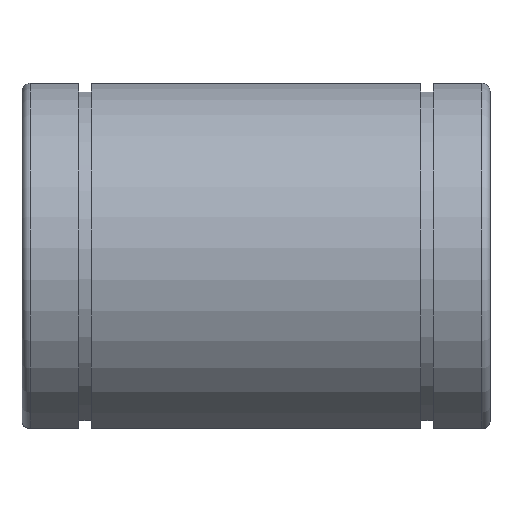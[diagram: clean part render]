
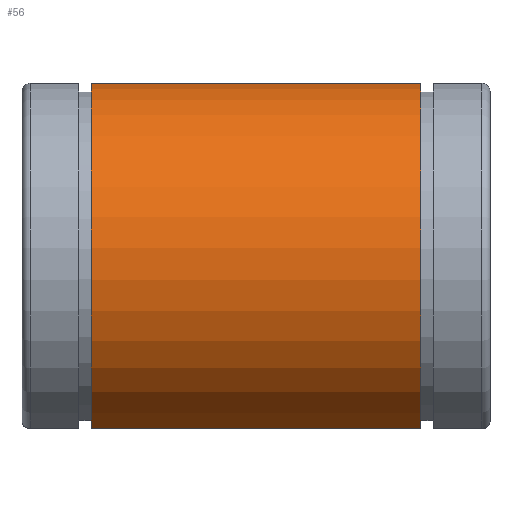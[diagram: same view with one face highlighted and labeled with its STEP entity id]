
A CAD part, top view. The second image highlights one B-rep face of the part: STEP entity #56.
In plain terms, the highlighted cylindrical face has radius 31 mm (diameter 62 mm), a partial arc.
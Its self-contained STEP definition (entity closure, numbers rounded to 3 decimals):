
#56 = ADVANCED_FACE( '', ( #119, #120 ), #121, .T. );
#119 = FACE_OUTER_BOUND( '', #188, .T. );
#120 = FACE_BOUND( '', #189, .T. );
#121 = CYLINDRICAL_SURFACE( '', #190, 31. );
#188 = EDGE_LOOP( '', ( #290, #291, #292, #293 ) );
#189 = EDGE_LOOP( '', ( #294 ) );
#190 = AXIS2_PLACEMENT_3D( '', #295, #296, #297 );
#290 = ORIENTED_EDGE( '', *, *, #447, .T. );
#291 = ORIENTED_EDGE( '', *, *, #448, .T. );
#292 = ORIENTED_EDGE( '', *, *, #449, .F. );
#293 = ORIENTED_EDGE( '', *, *, #434, .T. );
#294 = ORIENTED_EDGE( '', *, *, #450, .T. );
#295 = CARTESIAN_POINT( '', ( 80., 0., 0. ) );
#296 = DIRECTION( '', ( -1., 0., 0. ) );
#297 = DIRECTION( '', ( 0., 0., -1. ) );
#434 = EDGE_CURVE( '', #520, #518, #521, .F. );
#447 = EDGE_CURVE( '', #518, #541, #542, .T. );
#448 = EDGE_CURVE( '', #541, #543, #544, .T. );
#449 = EDGE_CURVE( '', #520, #543, #545, .T. );
#450 = EDGE_CURVE( '', #546, #546, #547, .T. );
#518 = VERTEX_POINT( '', #664 );
#520 = VERTEX_POINT( '', #667 );
#521 = LINE( '', #668, #669 );
#541 = VERTEX_POINT( '', #719 );
#542 = CIRCLE( '', #720, 31. );
#543 = VERTEX_POINT( '', #721 );
#544 = LINE( '', #722, #723 );
#545 = CIRCLE( '', #724, 31. );
#546 = VERTEX_POINT( '', #725 );
#547 = B_SPLINE_CURVE_WITH_KNOTS( '', 3, ( #726, #727, #728, #729, #730, #731, #732, #733, #734, #735, #736, #737, #738, #739, #740, #741, #742, #743, #744, #745, #746, #747, #748, #749, #750, #751, #752, #753, #754, #755, #756, #757, #758, #759, #760, #761, #762, #763, #764, #765, #766, #767, #768, #769, #770, #771, #772, #773, #774, #775 ), .UNSPECIFIED., .T., .F., ( 2, 2, 2, 2, 2, 2, 2, 2, 2, 2, 2, 2, 2, 2, 2, 2, 2, 2, 2, 2, 2, 2, 2, 2, 2, 2, 2 ), ( -0.001, 0., 0., 0.001, 0.001, 0.001, 0.002, 0.002, 0.003, 0.003, 0.003, 0.004, 0.004, 0.004, 0.005, 0.005, 0.006, 0.006, 0.006, 0.007, 0.007, 0.008, 0.008, 0.008, 0.009, 0.009, 0.01 ), .UNSPECIFIED. );
#664 = CARTESIAN_POINT( '', ( 11.85, -28.12, -13.049 ) );
#667 = CARTESIAN_POINT( '', ( 68.15, -28.12, -13.049 ) );
#668 = CARTESIAN_POINT( '', ( 80., -28.12, -13.049 ) );
#669 = VECTOR( '', #885, 1000. );
#719 = CARTESIAN_POINT( '', ( 11.85, -28.12, 13.049 ) );
#720 = AXIS2_PLACEMENT_3D( '', #898, #899, #900 );
#721 = CARTESIAN_POINT( '', ( 68.15, -28.12, 13.049 ) );
#722 = CARTESIAN_POINT( '', ( 80., -28.12, 13.049 ) );
#723 = VECTOR( '', #901, 1000. );
#724 = AXIS2_PLACEMENT_3D( '', #902, #903, #904 );
#725 = CARTESIAN_POINT( '', ( 38.5, 1.5, -30.964 ) );
#726 = CARTESIAN_POINT( '', ( 38.5, 1.698, -30.954 ) );
#727 = CARTESIAN_POINT( '', ( 38.5, 1.401, -30.968 ) );
#728 = CARTESIAN_POINT( '', ( 38.51, 1.304, -30.973 ) );
#729 = CARTESIAN_POINT( '', ( 38.548, 1.112, -30.98 ) );
#730 = CARTESIAN_POINT( '', ( 38.577, 1.017, -30.983 ) );
#731 = CARTESIAN_POINT( '', ( 38.652, 0.835, -30.989 ) );
#732 = CARTESIAN_POINT( '', ( 38.698, 0.749, -30.991 ) );
#733 = CARTESIAN_POINT( '', ( 38.807, 0.585, -30.995 ) );
#734 = CARTESIAN_POINT( '', ( 38.87, 0.508, -30.996 ) );
#735 = CARTESIAN_POINT( '', ( 39.078, 0.301, -30.999 ) );
#736 = CARTESIAN_POINT( '', ( 39.246, 0.189, -31. ) );
#737 = CARTESIAN_POINT( '', ( 39.607, 0.039, -31. ) );
#738 = CARTESIAN_POINT( '', ( 39.805, 0., -31. ) );
#739 = CARTESIAN_POINT( '', ( 40.098, 0., -31. ) );
#740 = CARTESIAN_POINT( '', ( 40.198, 0.01, -31. ) );
#741 = CARTESIAN_POINT( '', ( 40.39, 0.048, -31. ) );
#742 = CARTESIAN_POINT( '', ( 40.484, 0.077, -31. ) );
#743 = CARTESIAN_POINT( '', ( 40.665, 0.152, -31. ) );
#744 = CARTESIAN_POINT( '', ( 40.753, 0.199, -30.999 ) );
#745 = CARTESIAN_POINT( '', ( 40.916, 0.308, -30.999 ) );
#746 = CARTESIAN_POINT( '', ( 40.992, 0.37, -30.998 ) );
#747 = CARTESIAN_POINT( '', ( 41.202, 0.581, -30.995 ) );
#748 = CARTESIAN_POINT( '', ( 41.312, 0.746, -30.992 ) );
#749 = CARTESIAN_POINT( '', ( 41.424, 1.019, -30.983 ) );
#750 = CARTESIAN_POINT( '', ( 41.452, 1.112, -30.98 ) );
#751 = CARTESIAN_POINT( '', ( 41.49, 1.305, -30.973 ) );
#752 = CARTESIAN_POINT( '', ( 41.5, 1.404, -30.968 ) );
#753 = CARTESIAN_POINT( '', ( 41.5, 1.697, -30.954 ) );
#754 = CARTESIAN_POINT( '', ( 41.46, 1.895, -30.943 ) );
#755 = CARTESIAN_POINT( '', ( 41.311, 2.255, -30.918 ) );
#756 = CARTESIAN_POINT( '', ( 41.199, 2.422, -30.906 ) );
#757 = CARTESIAN_POINT( '', ( 40.992, 2.63, -30.888 ) );
#758 = CARTESIAN_POINT( '', ( 40.915, 2.693, -30.883 ) );
#759 = CARTESIAN_POINT( '', ( 40.752, 2.802, -30.873 ) );
#760 = CARTESIAN_POINT( '', ( 40.666, 2.848, -30.869 ) );
#761 = CARTESIAN_POINT( '', ( 40.484, 2.923, -30.862 ) );
#762 = CARTESIAN_POINT( '', ( 40.389, 2.952, -30.859 ) );
#763 = CARTESIAN_POINT( '', ( 40.197, 2.99, -30.855 ) );
#764 = CARTESIAN_POINT( '', ( 40.099, 3., -30.854 ) );
#765 = CARTESIAN_POINT( '', ( 39.802, 3., -30.854 ) );
#766 = CARTESIAN_POINT( '', ( 39.607, 2.961, -30.858 ) );
#767 = CARTESIAN_POINT( '', ( 39.335, 2.848, -30.869 ) );
#768 = CARTESIAN_POINT( '', ( 39.249, 2.802, -30.873 ) );
#769 = CARTESIAN_POINT( '', ( 39.086, 2.693, -30.883 ) );
#770 = CARTESIAN_POINT( '', ( 39.009, 2.63, -30.888 ) );
#771 = CARTESIAN_POINT( '', ( 38.801, 2.422, -30.906 ) );
#772 = CARTESIAN_POINT( '', ( 38.689, 2.255, -30.918 ) );
#773 = CARTESIAN_POINT( '', ( 38.54, 1.895, -30.943 ) );
#774 = CARTESIAN_POINT( '', ( 38.5, 1.698, -30.954 ) );
#775 = CARTESIAN_POINT( '', ( 38.5, 1.401, -30.968 ) );
#885 = DIRECTION( '', ( 1., 0., 0. ) );
#898 = CARTESIAN_POINT( '', ( 11.85, 0., 0. ) );
#899 = DIRECTION( '', ( 1., 0., 0. ) );
#900 = DIRECTION( '', ( 0., 0., -1. ) );
#901 = DIRECTION( '', ( 1., 0., 0. ) );
#902 = CARTESIAN_POINT( '', ( 68.15, 0., 0. ) );
#903 = DIRECTION( '', ( 1., 0., 0. ) );
#904 = DIRECTION( '', ( 0., 0., -1. ) );
